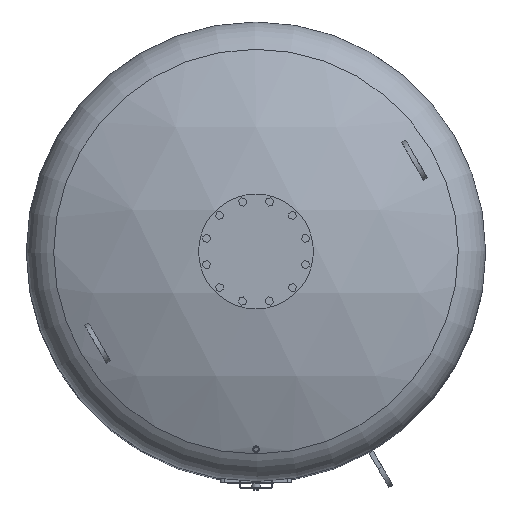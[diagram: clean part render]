
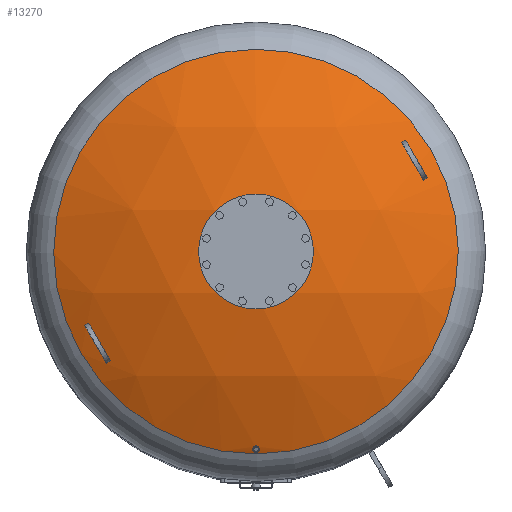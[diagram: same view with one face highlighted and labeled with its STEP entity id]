
A CAD part, top view. The second image highlights one B-rep face of the part: STEP entity #13270.
In plain terms, the highlighted spherical face has radius 1509 mm.
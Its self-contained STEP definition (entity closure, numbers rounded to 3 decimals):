
#32=SPHERICAL_SURFACE('',#14348,1509.);
#49=B_SPLINE_CURVE_WITH_KNOTS('',3,(#21132,#21133,#21134,#21135,#21136,
#21137,#21138,#21139,#21140,#21141,#21142,#21143,#21144,#21145,#21146,#21147,
#21148,#21149,#21150,#21151,#21152,#21153,#21154,#21155,#21156,#21157,#21158,
#21159,#21160,#21161,#21162,#21163,#21164,#21165,#21166,#21167,#21168,#21169,
#21170,#21171,#21172,#21173,#21174,#21175,#21176,#21177,#21178,#21179,#21180,
#21181,#21182,#21183,#21184,#21185,#21186,#21187,#21188,#21189,#21190,#21191,
#21192,#21193,#21194,#21195,#21196,#21197),.UNSPECIFIED.,.T.,.F.,(4,2,2,
2,2,2,2,2,2,2,2,2,2,2,2,2,2,2,2,2,2,2,2,2,2,2,2,2,2,2,2,2,4),(0.,1.996,
3.992,5.989,7.985,10.217,12.449,
14.681,16.913,19.143,21.374,23.605,
25.835,27.832,29.828,31.824,33.82,
35.816,37.812,39.808,41.804,44.035,
46.266,48.496,50.727,52.959,55.191,
57.423,59.655,61.651,63.647,65.643,
67.64),.UNSPECIFIED.);
#217=FACE_BOUND('',#2416,.T.);
#679=CIRCLE('',#14346,660.607);
#1478=FACE_OUTER_BOUND('',#2415,.T.);
#2415=EDGE_LOOP('',(#10756));
#2416=EDGE_LOOP('',(#10757));
#6373=VERTEX_POINT('',#21060);
#6375=VERTEX_POINT('',#21131);
#7941=EDGE_CURVE('',#6373,#6373,#679,.T.);
#7943=EDGE_CURVE('',#6375,#6375,#49,.T.);
#10756=ORIENTED_EDGE('',*,*,#7941,.F.);
#10757=ORIENTED_EDGE('',*,*,#7943,.F.);
#13270=ADVANCED_FACE('',(#1478,#217),#32,.T.);
#14346=AXIS2_PLACEMENT_3D('',#21061,#17051,#17052);
#14348=AXIS2_PLACEMENT_3D('',#21130,#17055,#17056);
#17051=DIRECTION('center_axis',(0.,0.,
-1.));
#17052=DIRECTION('ref_axis',(1.,0.,0.));
#17055=DIRECTION('center_axis',(0.,-1.,0.));
#17056=DIRECTION('ref_axis',(-1.,0.,0.));
#21060=CARTESIAN_POINT('',(-570.596,-332.898,3337.717));
#21061=CARTESIAN_POINT('Origin',(0.,0.,
3337.717));
#21130=CARTESIAN_POINT('Origin',(0.,0.,
1981.));
#21131=CARTESIAN_POINT('',(0.,-655.65,3340.119));
#21132=CARTESIAN_POINT('Ctrl Pts',(0.,-655.65,3340.119));
#21133=CARTESIAN_POINT('Ctrl Pts',(0.665,-655.65,3340.119));
#21134=CARTESIAN_POINT('Ctrl Pts',(1.351,-655.587,3340.149));
#21135=CARTESIAN_POINT('Ctrl Pts',(2.709,-655.323,3340.274));
#21136=CARTESIAN_POINT('Ctrl Pts',(3.382,-655.123,3340.369));
#21137=CARTESIAN_POINT('Ctrl Pts',(4.666,-654.599,3340.618));
#21138=CARTESIAN_POINT('Ctrl Pts',(5.279,-654.274,3340.772));
#21139=CARTESIAN_POINT('Ctrl Pts',(6.408,-653.533,3341.123));
#21140=CARTESIAN_POINT('Ctrl Pts',(6.924,-653.117,3341.321));
#21141=CARTESIAN_POINT('Ctrl Pts',(7.889,-652.189,3341.76));
#21142=CARTESIAN_POINT('Ctrl Pts',(8.361,-651.637,3342.022));
#21143=CARTESIAN_POINT('Ctrl Pts',(9.184,-650.441,3342.589));
#21144=CARTESIAN_POINT('Ctrl Pts',(9.537,-649.796,3342.894));
#21145=CARTESIAN_POINT('Ctrl Pts',(10.099,-648.458,3343.528));
#21146=CARTESIAN_POINT('Ctrl Pts',(10.31,-647.763,3343.857));
#21147=CARTESIAN_POINT('Ctrl Pts',(10.585,-646.37,3344.516));
#21148=CARTESIAN_POINT('Ctrl Pts',(10.65,-645.673,3344.846));
#21149=CARTESIAN_POINT('Ctrl Pts',(10.65,-644.328,3345.482));
#21150=CARTESIAN_POINT('Ctrl Pts',(10.585,-643.631,3345.811));
#21151=CARTESIAN_POINT('Ctrl Pts',(10.31,-642.238,3346.469));
#21152=CARTESIAN_POINT('Ctrl Pts',(10.1,-641.543,3346.797));
#21153=CARTESIAN_POINT('Ctrl Pts',(9.537,-640.205,3347.429));
#21154=CARTESIAN_POINT('Ctrl Pts',(9.185,-639.561,3347.733));
#21155=CARTESIAN_POINT('Ctrl Pts',(8.361,-638.364,3348.298));
#21156=CARTESIAN_POINT('Ctrl Pts',(7.89,-637.812,3348.558));
#21157=CARTESIAN_POINT('Ctrl Pts',(6.925,-636.884,3348.996));
#21158=CARTESIAN_POINT('Ctrl Pts',(6.408,-636.467,3349.192));
#21159=CARTESIAN_POINT('Ctrl Pts',(5.279,-635.726,3349.542));
#21160=CARTESIAN_POINT('Ctrl Pts',(4.666,-635.402,3349.694));
#21161=CARTESIAN_POINT('Ctrl Pts',(3.382,-634.877,3349.941));
#21162=CARTESIAN_POINT('Ctrl Pts',(2.709,-634.677,3350.036));
#21163=CARTESIAN_POINT('Ctrl Pts',(1.351,-634.413,3350.16));
#21164=CARTESIAN_POINT('Ctrl Pts',(0.665,-634.35,3350.19));
#21165=CARTESIAN_POINT('Ctrl Pts',(-0.665,-634.35,3350.19));
#21166=CARTESIAN_POINT('Ctrl Pts',(-1.351,-634.413,
3350.16));
#21167=CARTESIAN_POINT('Ctrl Pts',(-2.709,-634.677,3350.036));
#21168=CARTESIAN_POINT('Ctrl Pts',(-3.382,-634.877,3349.941));
#21169=CARTESIAN_POINT('Ctrl Pts',(-4.666,-635.402,
3349.694));
#21170=CARTESIAN_POINT('Ctrl Pts',(-5.279,-635.726,
3349.542));
#21171=CARTESIAN_POINT('Ctrl Pts',(-6.408,-636.467,
3349.192));
#21172=CARTESIAN_POINT('Ctrl Pts',(-6.925,-636.884,3348.996));
#21173=CARTESIAN_POINT('Ctrl Pts',(-7.89,-637.812,3348.558));
#21174=CARTESIAN_POINT('Ctrl Pts',(-8.361,-638.364,
3348.298));
#21175=CARTESIAN_POINT('Ctrl Pts',(-9.185,-639.561,
3347.733));
#21176=CARTESIAN_POINT('Ctrl Pts',(-9.537,-640.205,
3347.429));
#21177=CARTESIAN_POINT('Ctrl Pts',(-10.1,-641.543,3346.797));
#21178=CARTESIAN_POINT('Ctrl Pts',(-10.31,-642.238,
3346.469));
#21179=CARTESIAN_POINT('Ctrl Pts',(-10.585,-643.631,
3345.811));
#21180=CARTESIAN_POINT('Ctrl Pts',(-10.65,-644.328,3345.482));
#21181=CARTESIAN_POINT('Ctrl Pts',(-10.65,-645.673,3344.846));
#21182=CARTESIAN_POINT('Ctrl Pts',(-10.585,-646.37,3344.516));
#21183=CARTESIAN_POINT('Ctrl Pts',(-10.31,-647.763,3343.857));
#21184=CARTESIAN_POINT('Ctrl Pts',(-10.099,-648.458,
3343.528));
#21185=CARTESIAN_POINT('Ctrl Pts',(-9.537,-649.796,3342.894));
#21186=CARTESIAN_POINT('Ctrl Pts',(-9.184,-650.441,
3342.589));
#21187=CARTESIAN_POINT('Ctrl Pts',(-8.361,-651.637,
3342.022));
#21188=CARTESIAN_POINT('Ctrl Pts',(-7.889,-652.189,
3341.76));
#21189=CARTESIAN_POINT('Ctrl Pts',(-6.924,-653.117,
3341.321));
#21190=CARTESIAN_POINT('Ctrl Pts',(-6.408,-653.533,
3341.123));
#21191=CARTESIAN_POINT('Ctrl Pts',(-5.279,-654.274,
3340.772));
#21192=CARTESIAN_POINT('Ctrl Pts',(-4.666,-654.599,
3340.618));
#21193=CARTESIAN_POINT('Ctrl Pts',(-3.382,-655.123,
3340.369));
#21194=CARTESIAN_POINT('Ctrl Pts',(-2.709,-655.323,
3340.274));
#21195=CARTESIAN_POINT('Ctrl Pts',(-1.351,-655.587,
3340.149));
#21196=CARTESIAN_POINT('Ctrl Pts',(-0.665,-655.65,3340.119));
#21197=CARTESIAN_POINT('Ctrl Pts',(0.,-655.65,3340.119));
